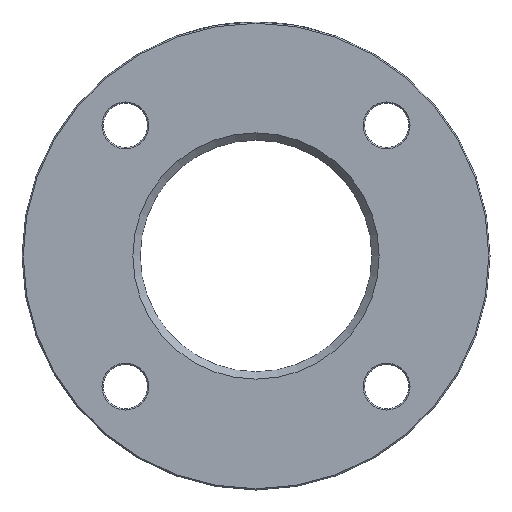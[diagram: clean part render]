
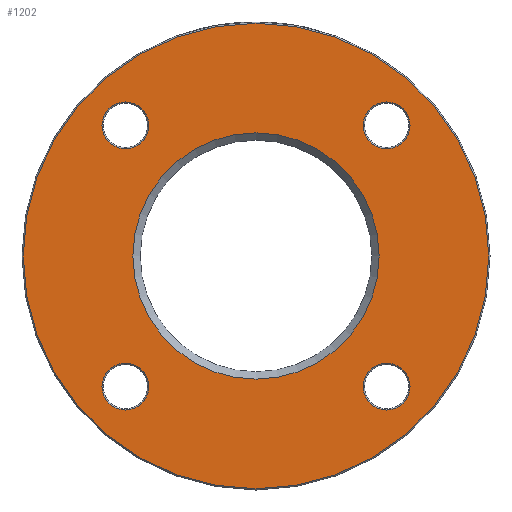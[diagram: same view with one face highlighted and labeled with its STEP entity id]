
A CAD part, left-side view. The second image highlights one B-rep face of the part: STEP entity #1202.
In plain terms, the highlighted planar face has unit normal (-1, 0, 0).
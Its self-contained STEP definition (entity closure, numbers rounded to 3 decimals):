
#20 = CIRCLE ( 'NONE', #3899, 9.5 ) ;
#138 = CARTESIAN_POINT ( 'NONE',  ( 0., 53.033, -62.533 ) ) ;
#204 = DIRECTION ( 'NONE',  ( 0., 0., -1. ) ) ;
#248 = EDGE_CURVE ( 'NONE', #3176, #3176, #20, .T. ) ;
#316 = FACE_OUTER_BOUND ( 'NONE', #5347, .T. ) ;
#357 = VERTEX_POINT ( 'NONE', #4590 ) ;
#478 = AXIS2_PLACEMENT_3D ( 'NONE', #5597, #3268, #2869 ) ;
#554 = CIRCLE ( 'NONE', #4438, 94.5 ) ;
#568 = EDGE_CURVE ( 'NONE', #2752, #2752, #554, .T. ) ;
#662 = VERTEX_POINT ( 'NONE', #138 ) ;
#719 = DIRECTION ( 'NONE',  ( 0., 0., -1. ) ) ;
#925 = DIRECTION ( 'NONE',  ( 0., 0., -1. ) ) ;
#949 = EDGE_LOOP ( 'NONE', ( #4647 ) ) ;
#1202 = ADVANCED_FACE ( 'NONE', ( #5498, #316, #2136, #2072, #1218, #4609 ), #3795, .F. ) ;
#1218 = FACE_BOUND ( 'NONE', #949, .T. ) ;
#1472 = CIRCLE ( 'NONE', #4008, 9.5 ) ;
#1550 = CARTESIAN_POINT ( 'NONE',  ( 0., 47., 0. ) ) ;
#1583 = DIRECTION ( 'NONE',  ( 1., 0., 0. ) ) ;
#1698 = EDGE_CURVE ( 'NONE', #662, #662, #1740, .T. ) ;
#1740 = CIRCLE ( 'NONE', #478, 9.5 ) ;
#1805 = DIRECTION ( 'NONE',  ( 1., 0., 0. ) ) ;
#1810 = EDGE_LOOP ( 'NONE', ( #3685 ) ) ;
#1856 = EDGE_LOOP ( 'NONE', ( #2684 ) ) ;
#1918 = CIRCLE ( 'NONE', #3996, 9.5 ) ;
#1992 = DIRECTION ( 'NONE',  ( 1., 0., 0. ) ) ;
#2072 = FACE_BOUND ( 'NONE', #4942, .T. ) ;
#2136 = FACE_BOUND ( 'NONE', #2595, .T. ) ;
#2154 = DIRECTION ( 'NONE',  ( 0., 0., -1. ) ) ;
#2253 = EDGE_CURVE ( 'NONE', #3633, #3633, #1918, .T. ) ;
#2517 = CARTESIAN_POINT ( 'NONE',  ( 0., 0., 0. ) ) ;
#2595 = EDGE_LOOP ( 'NONE', ( #5539 ) ) ;
#2684 = ORIENTED_EDGE ( 'NONE', *, *, #3495, .T. ) ;
#2752 = VERTEX_POINT ( 'NONE', #4911 ) ;
#2772 = DIRECTION ( 'NONE',  ( 1., 0., 0. ) ) ;
#2777 = CARTESIAN_POINT ( 'NONE',  ( 0., 0., -50. ) ) ;
#2803 = CARTESIAN_POINT ( 'NONE',  ( 0., 53.033, 43.533 ) ) ;
#2869 = DIRECTION ( 'NONE',  ( 0., 0., -1. ) ) ;
#3125 = VERTEX_POINT ( 'NONE', #2777 ) ;
#3176 = VERTEX_POINT ( 'NONE', #3584 ) ;
#3268 = DIRECTION ( 'NONE',  ( 1., 0., 0. ) ) ;
#3495 = EDGE_CURVE ( 'NONE', #3125, #3125, #5451, .T. ) ;
#3561 = CARTESIAN_POINT ( 'NONE',  ( 0., 53.033, 53.033 ) ) ;
#3584 = CARTESIAN_POINT ( 'NONE',  ( 0., -53.033, 43.533 ) ) ;
#3633 = VERTEX_POINT ( 'NONE', #2803 ) ;
#3685 = ORIENTED_EDGE ( 'NONE', *, *, #2253, .T. ) ;
#3795 = PLANE ( 'NONE',  #4175 ) ;
#3821 = DIRECTION ( 'NONE',  ( 0., 0., -1. ) ) ;
#3893 = ORIENTED_EDGE ( 'NONE', *, *, #5440, .T. ) ;
#3899 = AXIS2_PLACEMENT_3D ( 'NONE', #5363, #2772, #204 ) ;
#3996 = AXIS2_PLACEMENT_3D ( 'NONE', #3561, #4306, #925 ) ;
#4008 = AXIS2_PLACEMENT_3D ( 'NONE', #5293, #1805, #2154 ) ;
#4175 = AXIS2_PLACEMENT_3D ( 'NONE', #1550, #1583, #5527 ) ;
#4247 = DIRECTION ( 'NONE',  ( -1., 0., 0. ) ) ;
#4306 = DIRECTION ( 'NONE',  ( 1., 0., 0. ) ) ;
#4438 = AXIS2_PLACEMENT_3D ( 'NONE', #2517, #4247, #3821 ) ;
#4590 = CARTESIAN_POINT ( 'NONE',  ( 0., -53.033, -62.533 ) ) ;
#4592 = CARTESIAN_POINT ( 'NONE',  ( 0., 0., 0. ) ) ;
#4609 = FACE_BOUND ( 'NONE', #1810, .T. ) ;
#4647 = ORIENTED_EDGE ( 'NONE', *, *, #1698, .T. ) ;
#4881 = ORIENTED_EDGE ( 'NONE', *, *, #568, .T. ) ;
#4911 = CARTESIAN_POINT ( 'NONE',  ( 0., 0., -94.5 ) ) ;
#4942 = EDGE_LOOP ( 'NONE', ( #3893 ) ) ;
#5293 = CARTESIAN_POINT ( 'NONE',  ( 0., -53.033, -53.033 ) ) ;
#5347 = EDGE_LOOP ( 'NONE', ( #4881 ) ) ;
#5360 = AXIS2_PLACEMENT_3D ( 'NONE', #4592, #1992, #719 ) ;
#5363 = CARTESIAN_POINT ( 'NONE',  ( 0., -53.033, 53.033 ) ) ;
#5440 = EDGE_CURVE ( 'NONE', #357, #357, #1472, .T. ) ;
#5451 = CIRCLE ( 'NONE', #5360, 50. ) ;
#5498 = FACE_BOUND ( 'NONE', #1856, .T. ) ;
#5527 = DIRECTION ( 'NONE',  ( 0., 0., -1. ) ) ;
#5539 = ORIENTED_EDGE ( 'NONE', *, *, #248, .T. ) ;
#5597 = CARTESIAN_POINT ( 'NONE',  ( 0., 53.033, -53.033 ) ) ;
